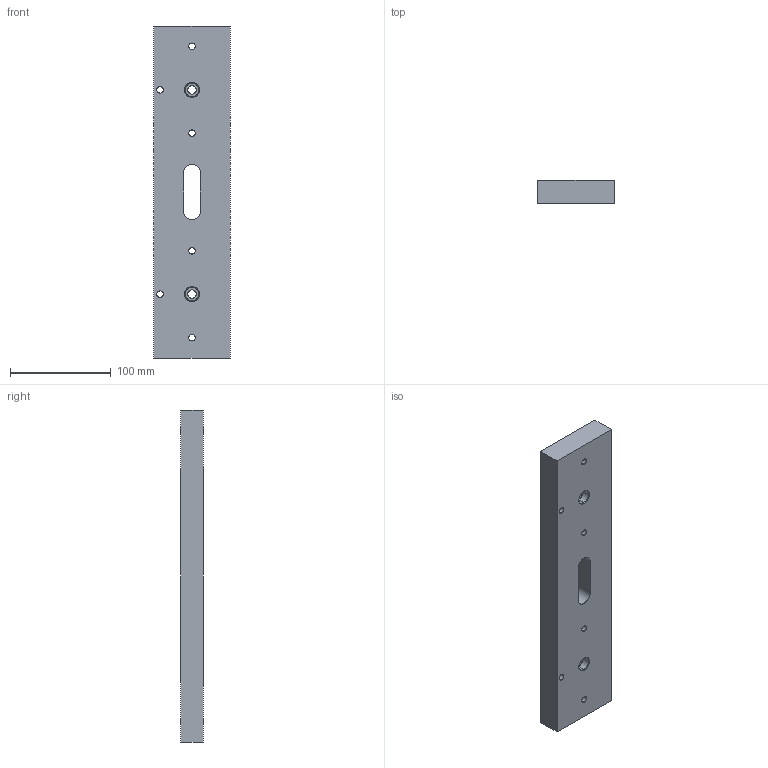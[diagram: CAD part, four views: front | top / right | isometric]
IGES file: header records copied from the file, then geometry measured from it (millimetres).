
Start section: SolidWorks IGES file using analytic representation for surfaces
Global section: file name: D1102024-v1_ACB Installation Stand, Floor-mounting Base.IGS; native system: SolidWorks 2012; preprocessor: SolidWorks 2012; author: tnguyen; date: 120917.064114; units: inch
Bounding box: 76.2 x 22.86 x 330.2 mm (x, y, z)
Surface area: 73745.3 mm2 (no closed solid volume)
Topology: 0 solids, 0 shells, 37 faces, 848 edges, 848 vertices
Faces by surface type: revolution 27, bspline 10
